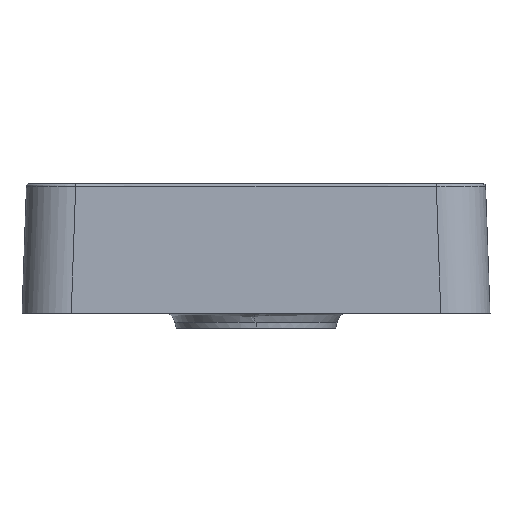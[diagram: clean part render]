
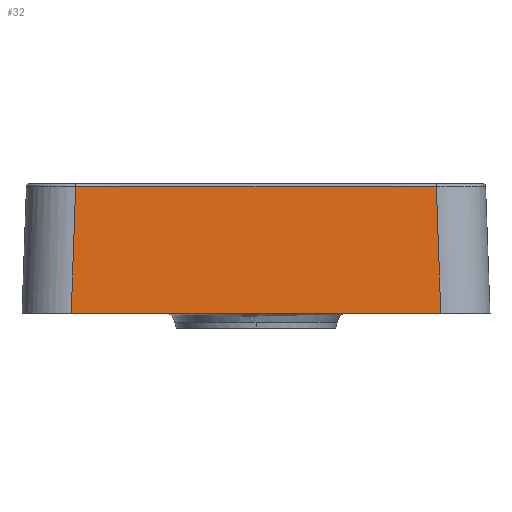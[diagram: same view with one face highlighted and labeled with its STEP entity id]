
A CAD part, left-side view. The second image highlights one B-rep face of the part: STEP entity #32.
In plain terms, the highlighted planar face has unit normal (-0.999, 0, 0.035).
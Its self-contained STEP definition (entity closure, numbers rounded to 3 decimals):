
#32=ADVANCED_FACE('',(#97),#1128,.T.);
#97=FACE_OUTER_BOUND('',#164,.T.);
#164=EDGE_LOOP('',(#367,#368,#369,#370));
#367=ORIENTED_EDGE('',*,*,#701,.T.);
#368=ORIENTED_EDGE('',*,*,#688,.T.);
#369=ORIENTED_EDGE('',*,*,#706,.T.);
#370=ORIENTED_EDGE('',*,*,#643,.T.);
#643=EDGE_CURVE('',#1066,#1065,#875,.T.);
#688=EDGE_CURVE('',#1115,#1116,#917,.T.);
#701=EDGE_CURVE('',#1065,#1115,#930,.T.);
#706=EDGE_CURVE('',#1116,#1066,#935,.T.);
#875=B_SPLINE_CURVE_WITH_KNOTS('',1,(#38157,#38158),.UNSPECIFIED.,.F.,.F.,
(2,2),(-300.049,0.),.UNSPECIFIED.);
#917=B_SPLINE_CURVE_WITH_KNOTS('',3,(#38696,#38697,#38698,#38699,#38700,
#38701,#38702,#38703,#38704,#38705,#38706,#38707,#38708),.UNSPECIFIED.,
 .F.,.F.,(4,3,3,3,4),(0.,4.,20.,84.,292.85),.UNSPECIFIED.);
#930=B_SPLINE_CURVE_WITH_KNOTS('',1,(#38946,#38947),.UNSPECIFIED.,.F.,.F.,
(2,2),(-103.195,0.),.UNSPECIFIED.);
#935=B_SPLINE_CURVE_WITH_KNOTS('',1,(#38956,#38957),.UNSPECIFIED.,.F.,.F.,
(2,2),(-103.195,0.),.UNSPECIFIED.);
#1065=VERTEX_POINT('',#37612);
#1066=VERTEX_POINT('',#37613);
#1115=VERTEX_POINT('',#37662);
#1116=VERTEX_POINT('',#37663);
#1128=PLANE('',#1282);
#1282=AXIS2_PLACEMENT_3D('',#34064,#1301,$);
#1301=DIRECTION('',(-0.999,0.,0.035));
#34064=CARTESIAN_POINT('',(-250.625,216.529,87.293));
#37612=CARTESIAN_POINT('',(-254.584,-113.524,-26.084));
#37613=CARTESIAN_POINT('',(-254.584,186.524,-26.084));
#37662=CARTESIAN_POINT('',(-250.985,-109.925,76.986));
#37663=CARTESIAN_POINT('',(-250.985,182.925,76.986));
#38157=CARTESIAN_POINT('',(-254.584,186.524,-26.084));
#38158=CARTESIAN_POINT('',(-254.584,-113.524,-26.084));
#38696=CARTESIAN_POINT('',(-250.985,-109.925,76.986));
#38697=CARTESIAN_POINT('',(-250.985,-108.592,76.986));
#38698=CARTESIAN_POINT('',(-250.985,-107.258,76.986));
#38699=CARTESIAN_POINT('',(-250.985,-105.925,76.986));
#38700=CARTESIAN_POINT('',(-250.985,-100.592,76.986));
#38701=CARTESIAN_POINT('',(-250.985,-95.258,76.986));
#38702=CARTESIAN_POINT('',(-250.985,-89.925,76.986));
#38703=CARTESIAN_POINT('',(-250.985,-68.592,76.986));
#38704=CARTESIAN_POINT('',(-250.985,-47.258,76.986));
#38705=CARTESIAN_POINT('',(-250.985,-25.925,76.986));
#38706=CARTESIAN_POINT('',(-250.985,43.692,76.986));
#38707=CARTESIAN_POINT('',(-250.985,113.308,76.986));
#38708=CARTESIAN_POINT('',(-250.985,182.925,76.986));
#38946=CARTESIAN_POINT('',(-254.584,-113.524,-26.084));
#38947=CARTESIAN_POINT('',(-250.985,-109.925,76.986));
#38956=CARTESIAN_POINT('',(-250.985,182.925,76.986));
#38957=CARTESIAN_POINT('',(-254.584,186.524,-26.084));
